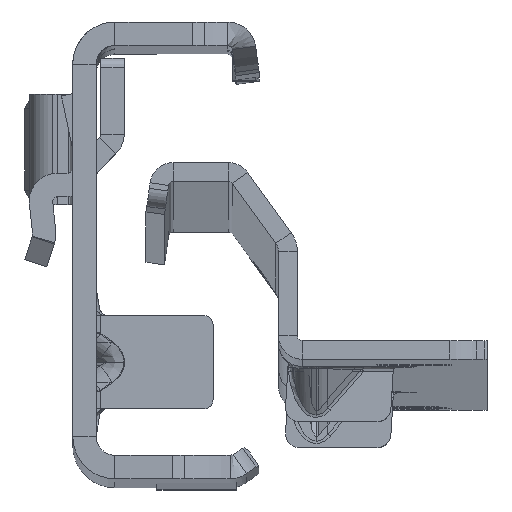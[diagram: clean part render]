
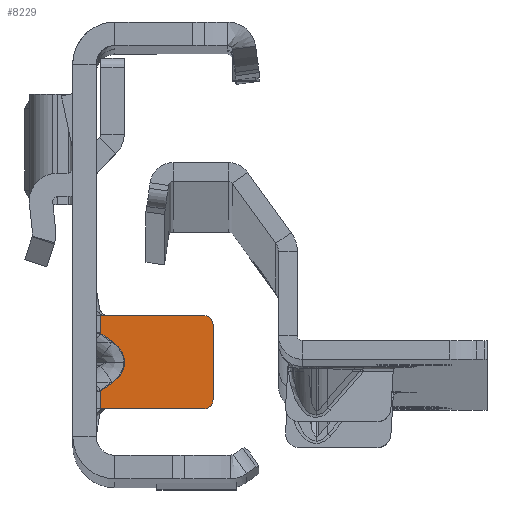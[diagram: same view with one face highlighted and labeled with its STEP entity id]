
A CAD part, top view. The second image highlights one B-rep face of the part: STEP entity #8229.
In plain terms, the highlighted planar face has unit normal (0, 0, 1).
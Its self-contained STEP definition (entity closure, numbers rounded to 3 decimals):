
#80 = CARTESIAN_POINT ( 'NONE',  ( -1.826, -5.6, -541.5 ) ) ;
#560 = DIRECTION ( 'NONE',  ( 0., 1., 0. ) ) ;
#748 = CARTESIAN_POINT ( 'NONE',  ( -1.826, -15.6, -541.5 ) ) ;
#889 = EDGE_CURVE ( 'NONE', #12354, #16264, #12783, .T. ) ;
#944 = DIRECTION ( 'NONE',  ( 0., 0., -1. ) ) ;
#1375 = EDGE_CURVE ( 'NONE', #7906, #18775, #7093, .T. ) ;
#1855 = CARTESIAN_POINT ( 'NONE',  ( 12.5, -14.6, -541.5 ) ) ;
#2227 = DIRECTION ( 'NONE',  ( 0.816, 0.577, 0. ) ) ;
#2280 = DIRECTION ( 'NONE',  ( 0., 1., 0. ) ) ;
#2473 = CARTESIAN_POINT ( 'NONE',  ( -7.326, 22.3, -541.5 ) ) ;
#2511 = ORIENTED_EDGE ( 'NONE', *, *, #1375, .T. ) ;
#2727 = AXIS2_PLACEMENT_3D ( 'NONE', #18102, #15147, #560 ) ;
#2817 = ORIENTED_EDGE ( 'NONE', *, *, #6170, .T. ) ;
#3155 = VECTOR ( 'NONE', #11342, 1000. ) ;
#3631 = CARTESIAN_POINT ( 'NONE',  ( 1.757, -8.408, -541.5 ) ) ;
#3723 = CARTESIAN_POINT ( 'NONE',  ( 1.757, -8.408, -541.5 ) ) ;
#3829 = EDGE_CURVE ( 'NONE', #5568, #16536, #5042, .T. ) ;
#4031 = ORIENTED_EDGE ( 'NONE', *, *, #13386, .T. ) ;
#4467 = ORIENTED_EDGE ( 'NONE', *, *, #16047, .F. ) ;
#4520 = VERTEX_POINT ( 'NONE', #18017 ) ;
#5042 =( BOUNDED_CURVE ( )  B_SPLINE_CURVE ( 3, ( #9179, #7721, #7817, #3631 ),
 .UNSPECIFIED., .F., .F. ) 
 B_SPLINE_CURVE_WITH_KNOTS ( ( 4, 4 ),
 ( 2.356, 3.927 ),
 .UNSPECIFIED. ) 
 CURVE ( )  GEOMETRIC_REPRESENTATION_ITEM ( )  RATIONAL_B_SPLINE_CURVE ( ( 1., 0.805, 0.805, 1. ) ) 
 REPRESENTATION_ITEM ( '' )  );
#5258 = CARTESIAN_POINT ( 'NONE',  ( 1.367, -8.131, -541.5 ) ) ;
#5355 = LINE ( 'NONE', #5258, #18238 ) ;
#5402 = LINE ( 'NONE', #7218, #3155 ) ;
#5568 = VERTEX_POINT ( 'NONE', #14899 ) ;
#5576 = ORIENTED_EDGE ( 'NONE', *, *, #3829, .F. ) ;
#5704 = CARTESIAN_POINT ( 'NONE',  ( -1.826, -15.6, -541.5 ) ) ;
#5726 = CARTESIAN_POINT ( 'NONE',  ( 0.708, -15.6, -541.5 ) ) ;
#5850 = DIRECTION ( 'NONE',  ( 0., -1., 0. ) ) ;
#6170 = EDGE_CURVE ( 'NONE', #10726, #12354, #12583, .T. ) ;
#6497 = LINE ( 'NONE', #13661, #16997 ) ;
#6836 = FACE_OUTER_BOUND ( 'NONE', #8785, .T. ) ;
#7012 = ORIENTED_EDGE ( 'NONE', *, *, #889, .T. ) ;
#7086 = ORIENTED_EDGE ( 'NONE', *, *, #11162, .T. ) ;
#7093 = LINE ( 'NONE', #13305, #9733 ) ;
#7170 = VECTOR ( 'NONE', #9889, 1000. ) ;
#7183 = CARTESIAN_POINT ( 'NONE',  ( 11.5, -15.6, -541.5 ) ) ;
#7218 = CARTESIAN_POINT ( 'NONE',  ( 0.5, 22.3, -541.5 ) ) ;
#7721 = CARTESIAN_POINT ( 'NONE',  ( 3.573, -11.508, -541.5 ) ) ;
#7817 = CARTESIAN_POINT ( 'NONE',  ( 3.573, -9.692, -541.5 ) ) ;
#7906 = VERTEX_POINT ( 'NONE', #16017 ) ;
#8229 = ADVANCED_FACE ( 'NONE', ( #6836 ), #13892, .F. ) ;
#8234 = EDGE_CURVE ( 'NONE', #4520, #18775, #12579, .T. ) ;
#8774 = LINE ( 'NONE', #5704, #13050 ) ;
#8785 = EDGE_LOOP ( 'NONE', ( #4467, #5576, #13032, #11576, #14891, #2817, #7012, #13960, #4031, #7086, #2511, #17976 ) ) ;
#9081 = CARTESIAN_POINT ( 'NONE',  ( 0.5, -13.681, -541.5 ) ) ;
#9179 = CARTESIAN_POINT ( 'NONE',  ( 1.757, -12.792, -541.5 ) ) ;
#9289 = VECTOR ( 'NONE', #15738, 1000. ) ;
#9733 = VECTOR ( 'NONE', #14636, 1000. ) ;
#9889 = DIRECTION ( 'NONE',  ( 1., 0., 0. ) ) ;
#9987 = AXIS2_PLACEMENT_3D ( 'NONE', #2473, #944, #11422 ) ;
#10247 = EDGE_CURVE ( 'NONE', #14472, #10976, #5402, .T. ) ;
#10726 = VERTEX_POINT ( 'NONE', #5726 ) ;
#10976 = VERTEX_POINT ( 'NONE', #9081 ) ;
#11140 = DIRECTION ( 'NONE',  ( 0., 1., 0. ) ) ;
#11162 = EDGE_CURVE ( 'NONE', #17023, #7906, #15921, .T. ) ;
#11342 = DIRECTION ( 'NONE',  ( 0., 1., 0. ) ) ;
#11422 = DIRECTION ( 'NONE',  ( 0., 1., 0. ) ) ;
#11491 = AXIS2_PLACEMENT_3D ( 'NONE', #12843, #13114, #5850 ) ;
#11576 = ORIENTED_EDGE ( 'NONE', *, *, #10247, .F. ) ;
#12354 = VERTEX_POINT ( 'NONE', #7183 ) ;
#12579 = LINE ( 'NONE', #18304, #17002 ) ;
#12583 = LINE ( 'NONE', #748, #7170 ) ;
#12606 = CARTESIAN_POINT ( 'NONE',  ( 12.5, -6.6, -541.5 ) ) ;
#12783 = CIRCLE ( 'NONE', #2727, 1. ) ;
#12812 = VECTOR ( 'NONE', #2280, 1000. ) ;
#12843 = CARTESIAN_POINT ( 'NONE',  ( 11.5, -6.6, -541.5 ) ) ;
#13032 = ORIENTED_EDGE ( 'NONE', *, *, #15289, .F. ) ;
#13050 = VECTOR ( 'NONE', #17355, 1000. ) ;
#13114 = DIRECTION ( 'NONE',  ( 0., 0., 1. ) ) ;
#13305 = CARTESIAN_POINT ( 'NONE',  ( -1.826, -5.6, -541.5 ) ) ;
#13386 = EDGE_CURVE ( 'NONE', #13865, #17023, #17593, .T. ) ;
#13661 = CARTESIAN_POINT ( 'NONE',  ( 2.624, -12.179, -541.5 ) ) ;
#13793 = CARTESIAN_POINT ( 'NONE',  ( 11.5, -5.6, -541.5 ) ) ;
#13865 = VERTEX_POINT ( 'NONE', #12606 ) ;
#13892 = PLANE ( 'NONE',  #9987 ) ;
#13957 = EDGE_CURVE ( 'NONE', #14472, #10726, #8774, .T. ) ;
#13960 = ORIENTED_EDGE ( 'NONE', *, *, #17888, .T. ) ;
#14472 = VERTEX_POINT ( 'NONE', #16625 ) ;
#14636 = DIRECTION ( 'NONE',  ( -1., 0., 0. ) ) ;
#14891 = ORIENTED_EDGE ( 'NONE', *, *, #13957, .T. ) ;
#14899 = CARTESIAN_POINT ( 'NONE',  ( 1.757, -12.792, -541.5 ) ) ;
#15142 = LINE ( 'NONE', #15236, #12812 ) ;
#15147 = DIRECTION ( 'NONE',  ( 0., 0., 1. ) ) ;
#15236 = CARTESIAN_POINT ( 'NONE',  ( 12.5, -6.6, -541.5 ) ) ;
#15289 = EDGE_CURVE ( 'NONE', #10976, #5568, #6497, .T. ) ;
#15354 = CARTESIAN_POINT ( 'NONE',  ( 0.5, -5.6, -541.5 ) ) ;
#15738 = DIRECTION ( 'NONE',  ( -1., 0., 0. ) ) ;
#15921 = LINE ( 'NONE', #80, #9289 ) ;
#16017 = CARTESIAN_POINT ( 'NONE',  ( 0.708, -5.6, -541.5 ) ) ;
#16047 = EDGE_CURVE ( 'NONE', #16536, #4520, #5355, .T. ) ;
#16264 = VERTEX_POINT ( 'NONE', #1855 ) ;
#16536 = VERTEX_POINT ( 'NONE', #3723 ) ;
#16625 = CARTESIAN_POINT ( 'NONE',  ( 0.5, -15.6, -541.5 ) ) ;
#16997 = VECTOR ( 'NONE', #2227, 1000. ) ;
#17002 = VECTOR ( 'NONE', #11140, 1000. ) ;
#17023 = VERTEX_POINT ( 'NONE', #13793 ) ;
#17355 = DIRECTION ( 'NONE',  ( 1., 0., 0. ) ) ;
#17593 = CIRCLE ( 'NONE', #11491, 1. ) ;
#17888 = EDGE_CURVE ( 'NONE', #16264, #13865, #15142, .T. ) ;
#17976 = ORIENTED_EDGE ( 'NONE', *, *, #8234, .F. ) ;
#18017 = CARTESIAN_POINT ( 'NONE',  ( 0.5, -7.519, -541.5 ) ) ;
#18102 = CARTESIAN_POINT ( 'NONE',  ( 11.5, -14.6, -541.5 ) ) ;
#18238 = VECTOR ( 'NONE', #18268, 1000. ) ;
#18268 = DIRECTION ( 'NONE',  ( -0.816, 0.577, 0. ) ) ;
#18304 = CARTESIAN_POINT ( 'NONE',  ( 0.5, 22.3, -541.5 ) ) ;
#18775 = VERTEX_POINT ( 'NONE', #15354 ) ;
